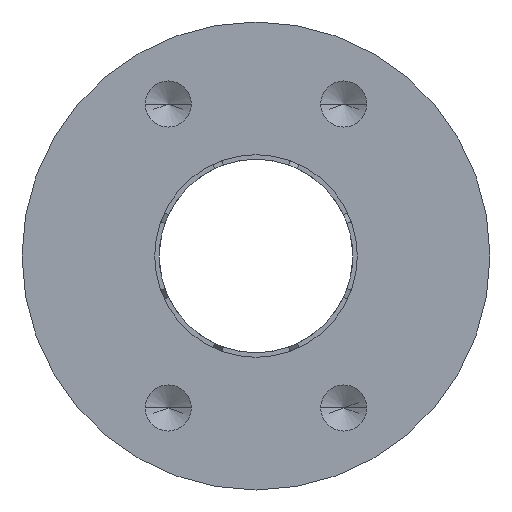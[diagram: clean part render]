
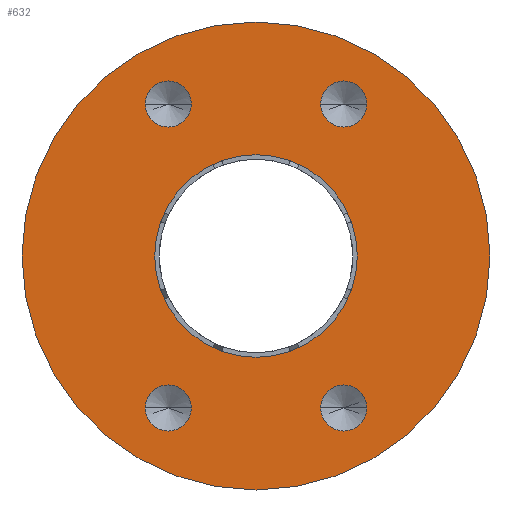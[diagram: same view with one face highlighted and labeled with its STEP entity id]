
A CAD part, front view. The second image highlights one B-rep face of the part: STEP entity #632.
In plain terms, the highlighted face is planar.
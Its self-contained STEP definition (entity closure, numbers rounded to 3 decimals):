
#26 = VERTEX_POINT ( 'NONE', #8461 ) ;
#73 = DIRECTION ( 'NONE',  ( 0., 1., 0. ) ) ;
#134 = CARTESIAN_POINT ( 'NONE',  ( -9.525, 16.498, 50.8 ) ) ;
#222 = CIRCLE ( 'NONE', #1842, 2.5 ) ;
#527 = VERTEX_POINT ( 'NONE', #8561 ) ;
#591 = CARTESIAN_POINT ( 'NONE',  ( 0., -11., 50.8 ) ) ;
#632 = ADVANCED_FACE ( 'NONE', ( #7802, #1138, #1590, #4116, #8459, #1349 ), #7853, .F. ) ;
#840 = DIRECTION ( 'NONE',  ( 1., 0., 0. ) ) ;
#889 = DIRECTION ( 'NONE',  ( 1., 0., 0. ) ) ;
#943 = DIRECTION ( 'NONE',  ( 0., 0., 1. ) ) ;
#967 = CARTESIAN_POINT ( 'NONE',  ( 9.525, 16.498, 50.8 ) ) ;
#1054 = CIRCLE ( 'NONE', #1720, 25.4 ) ;
#1138 = FACE_BOUND ( 'NONE', #2450, .T. ) ;
#1170 = EDGE_CURVE ( 'NONE', #7706, #1644, #6043, .T. ) ;
#1263 = AXIS2_PLACEMENT_3D ( 'NONE', #134, #8549, #5020 ) ;
#1341 = ORIENTED_EDGE ( 'NONE', *, *, #8453, .F. ) ;
#1349 = FACE_BOUND ( 'NONE', #4855, .T. ) ;
#1370 = EDGE_CURVE ( 'NONE', #1514, #6787, #7792, .T. ) ;
#1455 = DIRECTION ( 'NONE',  ( 0., 0., -1. ) ) ;
#1514 = VERTEX_POINT ( 'NONE', #7031 ) ;
#1590 = FACE_BOUND ( 'NONE', #8944, .T. ) ;
#1626 = CARTESIAN_POINT ( 'NONE',  ( 0., 0., 50.8 ) ) ;
#1644 = VERTEX_POINT ( 'NONE', #8734 ) ;
#1682 = CARTESIAN_POINT ( 'NONE',  ( 9.525, 16.498, 50.8 ) ) ;
#1689 = DIRECTION ( 'NONE',  ( 0., 1., 0. ) ) ;
#1720 = AXIS2_PLACEMENT_3D ( 'NONE', #5002, #1455, #73 ) ;
#1842 = AXIS2_PLACEMENT_3D ( 'NONE', #9001, #8329, #4763 ) ;
#2041 = CIRCLE ( 'NONE', #1263, 2.5 ) ;
#2154 = ORIENTED_EDGE ( 'NONE', *, *, #5792, .F. ) ;
#2206 = CIRCLE ( 'NONE', #2732, 2.5 ) ;
#2308 = ORIENTED_EDGE ( 'NONE', *, *, #7900, .F. ) ;
#2331 = CARTESIAN_POINT ( 'NONE',  ( -9.525, -16.498, 50.8 ) ) ;
#2450 = EDGE_LOOP ( 'NONE', ( #3802, #2154 ) ) ;
#2468 = VERTEX_POINT ( 'NONE', #6287 ) ;
#2540 = ORIENTED_EDGE ( 'NONE', *, *, #7904, .F. ) ;
#2643 = AXIS2_PLACEMENT_3D ( 'NONE', #3620, #5681, #3650 ) ;
#2681 = EDGE_CURVE ( 'NONE', #4770, #5394, #6223, .T. ) ;
#2732 = AXIS2_PLACEMENT_3D ( 'NONE', #1682, #8826, #5970 ) ;
#2921 = EDGE_LOOP ( 'NONE', ( #6038, #2308 ) ) ;
#2979 = EDGE_CURVE ( 'NONE', #5394, #4770, #1054, .T. ) ;
#2981 = CARTESIAN_POINT ( 'NONE',  ( 9.525, -16.498, 50.8 ) ) ;
#3209 = EDGE_CURVE ( 'NONE', #1644, #7706, #6065, .T. ) ;
#3220 = VERTEX_POINT ( 'NONE', #6600 ) ;
#3250 = CARTESIAN_POINT ( 'NONE',  ( 0., 0., 50.8 ) ) ;
#3441 = ORIENTED_EDGE ( 'NONE', *, *, #2979, .F. ) ;
#3610 = ORIENTED_EDGE ( 'NONE', *, *, #8977, .F. ) ;
#3620 = CARTESIAN_POINT ( 'NONE',  ( 0., 0., 50.8 ) ) ;
#3650 = DIRECTION ( 'NONE',  ( 0., 1., 0. ) ) ;
#3652 = DIRECTION ( 'NONE',  ( 0., 0., 1. ) ) ;
#3802 = ORIENTED_EDGE ( 'NONE', *, *, #7635, .F. ) ;
#3806 = DIRECTION ( 'NONE',  ( 0., 0., 1. ) ) ;
#3821 = DIRECTION ( 'NONE',  ( 1., 0., 0. ) ) ;
#4034 = CIRCLE ( 'NONE', #6454, 2.5 ) ;
#4039 = AXIS2_PLACEMENT_3D ( 'NONE', #967, #943, #3821 ) ;
#4107 = AXIS2_PLACEMENT_3D ( 'NONE', #2981, #3652, #840 ) ;
#4116 = FACE_BOUND ( 'NONE', #2921, .T. ) ;
#4441 = DIRECTION ( 'NONE',  ( 1., 0., 0. ) ) ;
#4459 = AXIS2_PLACEMENT_3D ( 'NONE', #1626, #5158, #1689 ) ;
#4611 = EDGE_LOOP ( 'NONE', ( #3441, #8390 ) ) ;
#4763 = DIRECTION ( 'NONE',  ( 1., 0., 0. ) ) ;
#4770 = VERTEX_POINT ( 'NONE', #6666 ) ;
#4854 = AXIS2_PLACEMENT_3D ( 'NONE', #5956, #5261, #7988 ) ;
#4855 = EDGE_LOOP ( 'NONE', ( #8738, #6808 ) ) ;
#5002 = CARTESIAN_POINT ( 'NONE',  ( 0., 0., 50.8 ) ) ;
#5020 = DIRECTION ( 'NONE',  ( 1., 0., 0. ) ) ;
#5158 = DIRECTION ( 'NONE',  ( 0., 0., -1. ) ) ;
#5219 = CARTESIAN_POINT ( 'NONE',  ( -9.525, 16.498, 50.8 ) ) ;
#5261 = DIRECTION ( 'NONE',  ( 0., 0., -1. ) ) ;
#5394 = VERTEX_POINT ( 'NONE', #7620 ) ;
#5395 = CIRCLE ( 'NONE', #4039, 2.5 ) ;
#5445 = CARTESIAN_POINT ( 'NONE',  ( 9.525, -16.498, 50.8 ) ) ;
#5489 = CARTESIAN_POINT ( 'NONE',  ( -12.025, 16.498, 50.8 ) ) ;
#5504 = CARTESIAN_POINT ( 'NONE',  ( 12.025, 16.498, 50.8 ) ) ;
#5557 = CARTESIAN_POINT ( 'NONE',  ( 12.025, -16.498, 50.8 ) ) ;
#5591 = CIRCLE ( 'NONE', #4107, 2.5 ) ;
#5681 = DIRECTION ( 'NONE',  ( 0., 0., -1. ) ) ;
#5792 = EDGE_CURVE ( 'NONE', #3220, #7689, #2206, .T. ) ;
#5940 = AXIS2_PLACEMENT_3D ( 'NONE', #3250, #6777, #7557 ) ;
#5956 = CARTESIAN_POINT ( 'NONE',  ( 0., 0., 50.8 ) ) ;
#5970 = DIRECTION ( 'NONE',  ( 1., 0., 0. ) ) ;
#6001 = ORIENTED_EDGE ( 'NONE', *, *, #1370, .F. ) ;
#6038 = ORIENTED_EDGE ( 'NONE', *, *, #6130, .F. ) ;
#6043 = CIRCLE ( 'NONE', #5940, 11. ) ;
#6065 = CIRCLE ( 'NONE', #4459, 11. ) ;
#6130 = EDGE_CURVE ( 'NONE', #527, #26, #222, .T. ) ;
#6146 = DIRECTION ( 'NONE',  ( 0., 0., 1. ) ) ;
#6223 = CIRCLE ( 'NONE', #4854, 25.4 ) ;
#6287 = CARTESIAN_POINT ( 'NONE',  ( -7.025, 16.498, 50.8 ) ) ;
#6454 = AXIS2_PLACEMENT_3D ( 'NONE', #5219, #6653, #889 ) ;
#6600 = CARTESIAN_POINT ( 'NONE',  ( 7.025, 16.498, 50.8 ) ) ;
#6634 = AXIS2_PLACEMENT_3D ( 'NONE', #2331, #3806, #4441 ) ;
#6653 = DIRECTION ( 'NONE',  ( 0., 0., 1. ) ) ;
#6666 = CARTESIAN_POINT ( 'NONE',  ( 0., -25.4, 50.8 ) ) ;
#6761 = DIRECTION ( 'NONE',  ( 1., 0., 0. ) ) ;
#6777 = DIRECTION ( 'NONE',  ( 0., 0., -1. ) ) ;
#6787 = VERTEX_POINT ( 'NONE', #5557 ) ;
#6808 = ORIENTED_EDGE ( 'NONE', *, *, #1170, .T. ) ;
#6891 = AXIS2_PLACEMENT_3D ( 'NONE', #5445, #6146, #6761 ) ;
#7031 = CARTESIAN_POINT ( 'NONE',  ( 7.025, -16.498, 50.8 ) ) ;
#7324 = VERTEX_POINT ( 'NONE', #5489 ) ;
#7557 = DIRECTION ( 'NONE',  ( 0., 1., 0. ) ) ;
#7620 = CARTESIAN_POINT ( 'NONE',  ( 0., 25.4, 50.8 ) ) ;
#7635 = EDGE_CURVE ( 'NONE', #7689, #3220, #5395, .T. ) ;
#7689 = VERTEX_POINT ( 'NONE', #5504 ) ;
#7706 = VERTEX_POINT ( 'NONE', #591 ) ;
#7720 = EDGE_LOOP ( 'NONE', ( #1341, #2540 ) ) ;
#7792 = CIRCLE ( 'NONE', #6891, 2.5 ) ;
#7802 = FACE_BOUND ( 'NONE', #7720, .T. ) ;
#7853 = PLANE ( 'NONE',  #2643 ) ;
#7900 = EDGE_CURVE ( 'NONE', #26, #527, #7937, .T. ) ;
#7904 = EDGE_CURVE ( 'NONE', #7324, #2468, #4034, .T. ) ;
#7937 = CIRCLE ( 'NONE', #6634, 2.5 ) ;
#7988 = DIRECTION ( 'NONE',  ( 0., 1., 0. ) ) ;
#8329 = DIRECTION ( 'NONE',  ( 0., 0., 1. ) ) ;
#8390 = ORIENTED_EDGE ( 'NONE', *, *, #2681, .F. ) ;
#8453 = EDGE_CURVE ( 'NONE', #2468, #7324, #2041, .T. ) ;
#8459 = FACE_OUTER_BOUND ( 'NONE', #4611, .T. ) ;
#8461 = CARTESIAN_POINT ( 'NONE',  ( -12.025, -16.498, 50.8 ) ) ;
#8549 = DIRECTION ( 'NONE',  ( 0., 0., 1. ) ) ;
#8561 = CARTESIAN_POINT ( 'NONE',  ( -7.025, -16.498, 50.8 ) ) ;
#8734 = CARTESIAN_POINT ( 'NONE',  ( 0., 11., 50.8 ) ) ;
#8738 = ORIENTED_EDGE ( 'NONE', *, *, #3209, .T. ) ;
#8826 = DIRECTION ( 'NONE',  ( 0., 0., 1. ) ) ;
#8944 = EDGE_LOOP ( 'NONE', ( #3610, #6001 ) ) ;
#8977 = EDGE_CURVE ( 'NONE', #6787, #1514, #5591, .T. ) ;
#9001 = CARTESIAN_POINT ( 'NONE',  ( -9.525, -16.498, 50.8 ) ) ;
